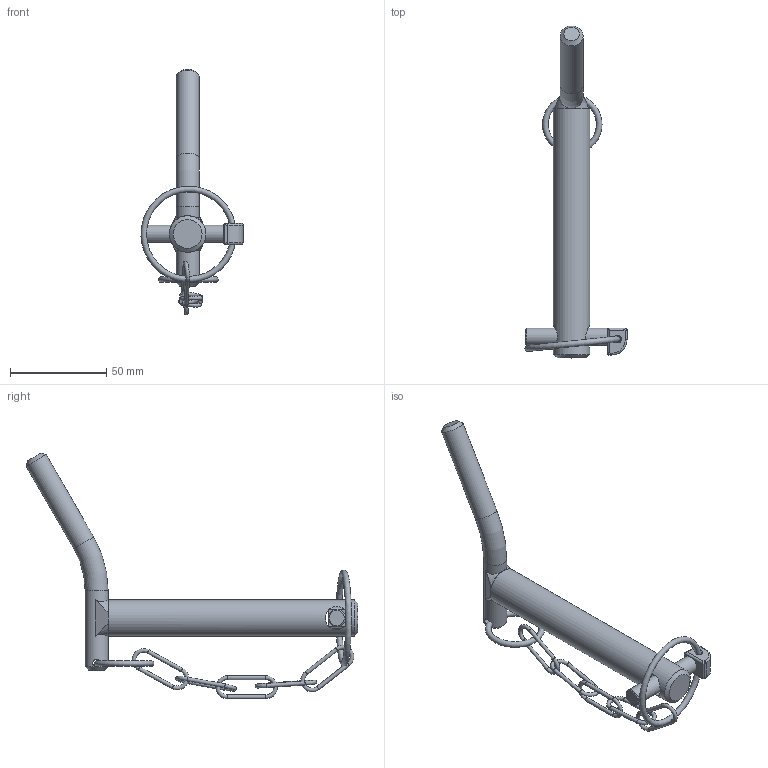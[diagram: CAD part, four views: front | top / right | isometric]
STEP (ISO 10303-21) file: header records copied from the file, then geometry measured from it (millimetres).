
FILE_DESCRIPTION(/* description */ (''),/* implementation_level */ '2;1');
FILE_NAME(/* name */ 'A09080 + kde.stp',/* time_stamp */ '2023-06-22T11:34:13+02:00',/* author */ ('PatrickLyscarzSletti'),/* organization */ (''),/* preprocessor_version */ 'ST-DEVELOPER v19.2',/* originating_system */ 'Autodesk Inventor 2023',/* authorisation */ '');
FILE_SCHEMA (('AUTOMOTIVE_DESIGN { 1 0 10303 214 3 1 1 }'));
Length unit declared in the file: millimetre
Products named in the file (10): A09080 + kæde; A09080; A09080_1; A12424; A09080 del 2; Split; Kæde del 2; Kæde del 3; Kæde del 4; Kæde
Assembly tree (13 placements, depth 3):
  A09080 + kæde
    A09080
      A09080_1
      A12424
      A09080 del 2
    Split
      Kæde del 2
      Kæde del 3
    Kæde del 4
    Kæde  x5
Bounding box: 53.14 x 172.7 x 127.88 mm (x, y, z)
Volume: 55265.3 mm3; surface area: 20771.8 mm2
Topology: 12 solids, 12 shells, 80 faces, 196 edges, 123 vertices
Faces by surface type: cylinder 28, plane 19, torus 15, bspline 12, cone 6
Full cylindrical faces by diameter (mm): 2 x10, 3 x1, 4 x1, 9 x1, 12 x3, 19 x1
Entity records: 14049 total; most frequent: CARTESIAN_POINT 12278, DIRECTION 310, ORIENTED_EDGE 296, EDGE_CURVE 148, AXIS2_PLACEMENT_3D 127, VERTEX_POINT 91, EDGE_LOOP 67, FACE_OUTER_BOUND 64
